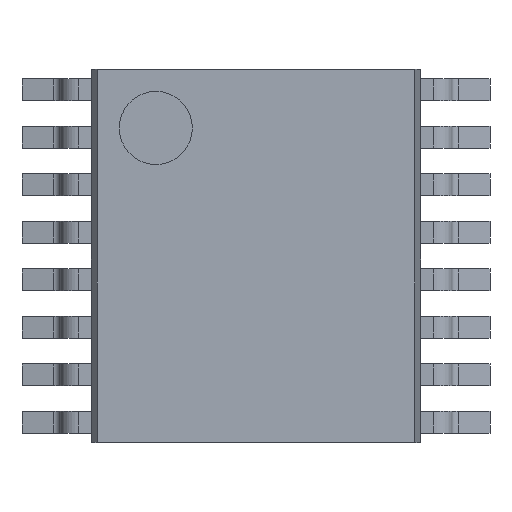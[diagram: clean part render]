
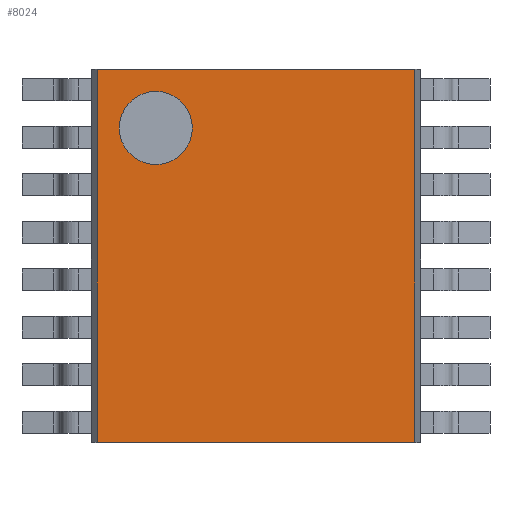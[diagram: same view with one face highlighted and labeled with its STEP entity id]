
A CAD part, top view. The second image highlights one B-rep face of the part: STEP entity #8024.
In plain terms, the highlighted planar face has unit normal (0, 0, 1).
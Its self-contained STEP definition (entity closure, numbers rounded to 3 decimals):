
#7670=CARTESIAN_POINT('',(-0.871,1.75,1.1));
#7671=VERTEX_POINT('',#7670);
#7680=CARTESIAN_POINT('',(-1.871,1.75,1.1));
#7681=VERTEX_POINT('',#7680);
#7682=CARTESIAN_POINT('',(-1.371,1.75,1.1));
#7683=DIRECTION('',(0.0,0.0,-1.0));
#7684=DIRECTION('',(1.0,0.0,0.0));
#7685=AXIS2_PLACEMENT_3D('',#7682,#7683,#7684);
#7686=CIRCLE('',#7685,0.5);
#7687=EDGE_CURVE('',#7681,#7671,#7686,.T.);
#7714=CARTESIAN_POINT('',(2.171,2.55,1.1));
#7715=VERTEX_POINT('',#7714);
#7722=CARTESIAN_POINT('',(2.171,-2.55,1.1));
#7723=VERTEX_POINT('',#7722);
#7724=CARTESIAN_POINT('',(2.171,-2.55,1.1));
#7725=DIRECTION('',(0.0,1.0,0.0));
#7726=VECTOR('',#7725,5.1);
#7727=LINE('',#7724,#7726);
#7728=EDGE_CURVE('',#7723,#7715,#7727,.T.);
#7769=CARTESIAN_POINT('',(-2.171,-2.55,1.1));
#7770=VERTEX_POINT('',#7769);
#7771=CARTESIAN_POINT('',(2.171,-2.55,1.1));
#7772=DIRECTION('',(-1.0,0.0,0.0));
#7773=VECTOR('',#7772,4.341);
#7774=LINE('',#7771,#7773);
#7775=EDGE_CURVE('',#7723,#7770,#7774,.T.);
#7815=CARTESIAN_POINT('',(-2.171,2.55,1.1));
#7816=VERTEX_POINT('',#7815);
#7832=CARTESIAN_POINT('',(-2.171,2.55,1.1));
#7833=DIRECTION('',(0.0,-1.0,0.0));
#7834=VECTOR('',#7833,5.1);
#7835=LINE('',#7832,#7834);
#7836=EDGE_CURVE('',#7770,#7816,#7835,.F.);
#7885=CARTESIAN_POINT('',(2.171,2.55,1.1));
#7886=DIRECTION('',(-1.0,0.0,0.0));
#7887=VECTOR('',#7886,4.341);
#7888=LINE('',#7885,#7887);
#7889=EDGE_CURVE('',#7715,#7816,#7888,.T.);
#7989=CARTESIAN_POINT('',(-1.371,1.75,1.1));
#7990=DIRECTION('',(0.0,0.0,-1.0));
#7991=DIRECTION('',(1.0,0.0,0.0));
#7992=AXIS2_PLACEMENT_3D('',#7989,#7990,#7991);
#7993=CIRCLE('',#7992,0.5);
#7994=EDGE_CURVE('',#7671,#7681,#7993,.T.);
#8009=CARTESIAN_POINT('',(2.171,-5.35,1.1));
#8010=DIRECTION('',(0.0,0.0,1.0));
#8011=DIRECTION('',(0.0,-1.0,0.0));
#8012=AXIS2_PLACEMENT_3D('',#8009,#8010,#8011);
#8013=PLANE('',#8012);
#8014=ORIENTED_EDGE('',*,*,#7889,.T.);
#8015=ORIENTED_EDGE('',*,*,#7836,.F.);
#8016=ORIENTED_EDGE('',*,*,#7775,.F.);
#8017=ORIENTED_EDGE('',*,*,#7728,.T.);
#8018=EDGE_LOOP('',(#8014,#8015,#8016,#8017));
#8019=FACE_OUTER_BOUND('',#8018,.T.);
#8020=ORIENTED_EDGE('',*,*,#7994,.T.);
#8021=ORIENTED_EDGE('',*,*,#7687,.T.);
#8022=EDGE_LOOP('',(#8020,#8021));
#8023=FACE_BOUND('',#8022,.T.);
#8024=ADVANCED_FACE('',(#8019,#8023),#8013,.T.);
